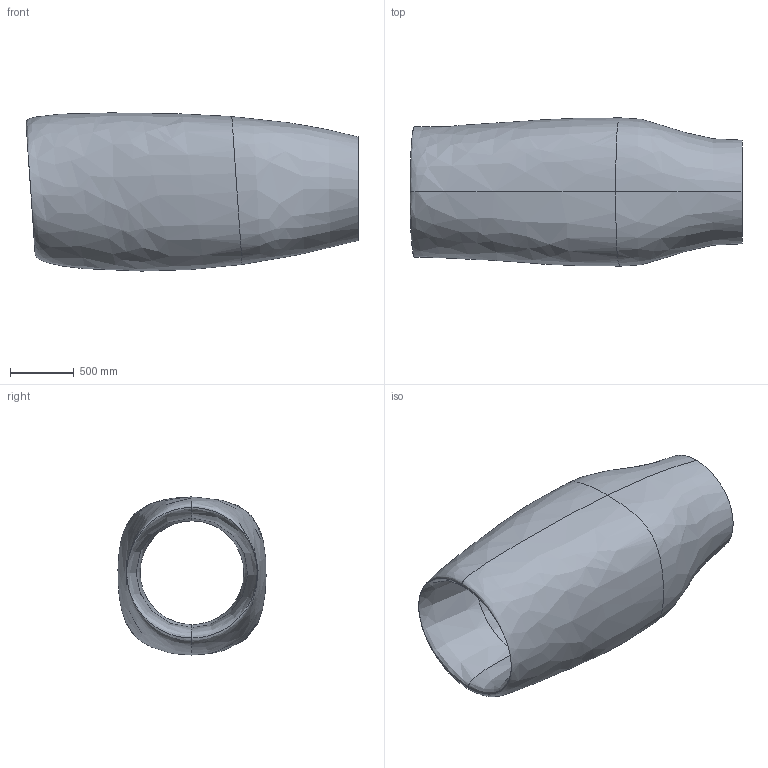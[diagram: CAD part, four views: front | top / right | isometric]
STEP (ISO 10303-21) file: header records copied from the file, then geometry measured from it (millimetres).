
FILE_DESCRIPTION(('STEP Model'),'2;1');
FILE_NAME('nacelle.stp','2015-04-27T14:11:35',(''),(''), 'CAD Exchanger 2.5.3 (www.cadexchanger.com)','CAD Exchanger 2.5.3', 'Unknown');
FILE_SCHEMA(('AUTOMOTIVE_DESIGN { 1 0 10303 214 1 1 1 1 }'));
Length unit declared in the file: millimetre
Products named in the file (1): Unspecified 1
Bounding box: 2599.73 x 1159.86 x 1238.44 mm (x, y, z)
Surface area: 10923061.5 mm2 (no closed solid volume)
Topology: 0 solids, 1 shells, 6 faces, 14 edges, 8 vertices
Faces by surface type: bspline 6
Entity records: 3404 total; most frequent: CARTESIAN_POINT 3169, DIRECTION 26, ORIENTED_EDGE 24, PCURVE 24, DEFINITIONAL_REPRESENTATION 24, LINE 24, VECTOR 24, EDGE_CURVE 14
